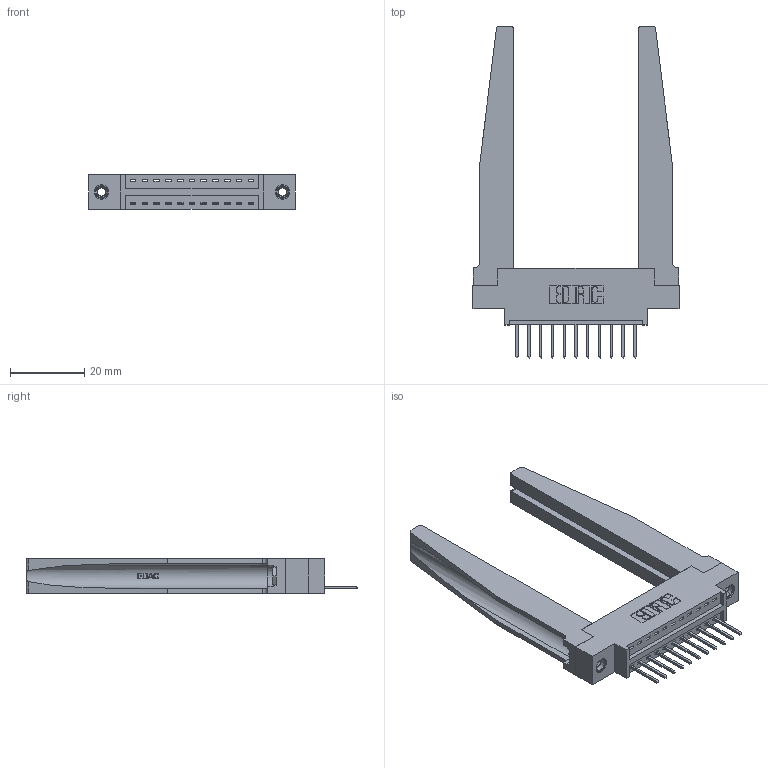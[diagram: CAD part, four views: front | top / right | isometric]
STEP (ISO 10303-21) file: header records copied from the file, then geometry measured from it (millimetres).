
FILE_DESCRIPTION (( 'STEP AP203' ), '1' );
FILE_NAME ('396-011-526-678.STEP', '2019-10-26T15:00:38', ( '' ), ( '' ), 'SwSTEP 2.0', 'SolidWorks 2016', '' );
FILE_SCHEMA (( 'CONFIG_CONTROL_DESIGN' ));
Length unit declared in the file: inch
Products named in the file (5): 346-220-078_345-220-078; 346 Part_0.170 Offset - 0.156 Dia-TH; 345-292-001_345-293-126; 396-011-526-678; 345-250-001_345-250-001-102
Assembly tree (16 placements, depth 2):
  396-011-526-678
    346 Part_0.170 Offset - 0.156 Dia-TH
    345-292-001_345-293-126  x11
    346-220-078_345-220-078  x2
    345-250-001_345-250-001-102  x2
Bounding box: 55.5 x 89.41 x 9.4 mm (x, y, z)
Volume: 11844.4 mm3; surface area: 12524 mm2
Topology: 16 solids, 16 shells, 998 faces, 2885 edges, 1898 vertices
Faces by surface type: plane 662, cylinder 284, bspline 36, cone 12, torus 4
Entity records: 15898 total; most frequent: CARTESIAN_POINT 3648, ORIENTED_EDGE 2482, DIRECTION 2241, EDGE_CURVE 1241, LINE 971, VECTOR 971, VERTEX_POINT 820, AXIS2_PLACEMENT_3D 635
